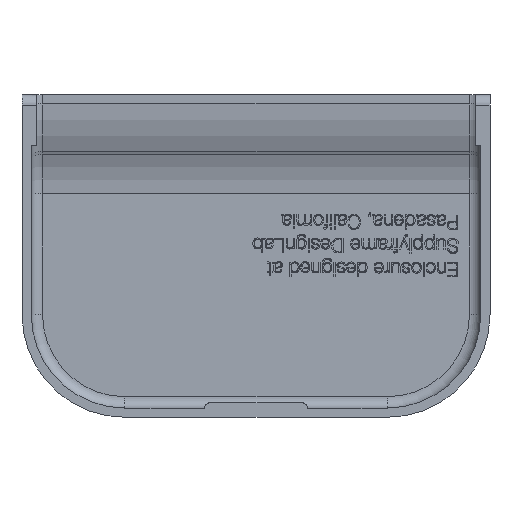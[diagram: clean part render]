
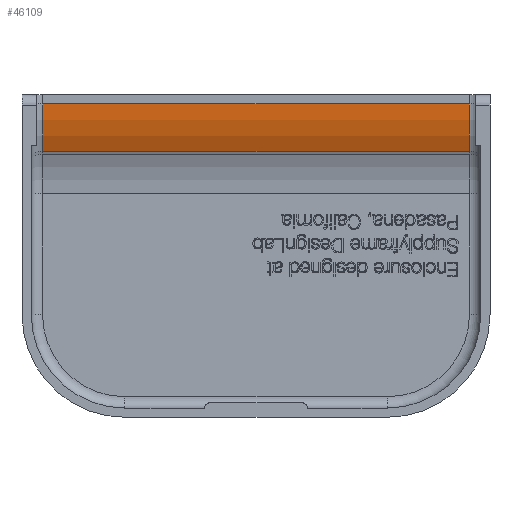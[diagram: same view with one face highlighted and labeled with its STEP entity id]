
A CAD part, front view. The second image highlights one B-rep face of the part: STEP entity #46109.
In plain terms, the highlighted cylindrical face has radius 21.8 mm (diameter 43.6 mm), a partial arc.
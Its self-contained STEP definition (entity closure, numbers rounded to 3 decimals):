
#8530=FACE_OUTER_BOUND('',#11123,.T.);
#11123=EDGE_LOOP('',(#43500,#43501,#43502,#43503));
#14542=LINE('',#95986,#17947);
#14548=LINE('',#96011,#17953);
#17947=VECTOR('',#51706,10.);
#17953=VECTOR('',#51740,10.);
#18004=CIRCLE('',#46866,21.8);
#18005=CIRCLE('',#46867,21.8);
#22666=VERTEX_POINT('',#95983);
#22667=VERTEX_POINT('',#95985);
#22671=VERTEX_POINT('',#96007);
#22672=VERTEX_POINT('',#96009);
#29614=EDGE_CURVE('',#22666,#22667,#14542,.T.);
#29626=EDGE_CURVE('',#22667,#22671,#18004,.F.);
#29627=EDGE_CURVE('',#22672,#22666,#18005,.F.);
#29628=EDGE_CURVE('',#22671,#22672,#14548,.T.);
#43500=ORIENTED_EDGE('',*,*,#29626,.F.);
#43501=ORIENTED_EDGE('',*,*,#29614,.F.);
#43502=ORIENTED_EDGE('',*,*,#29627,.F.);
#43503=ORIENTED_EDGE('',*,*,#29628,.F.);
#43660=CYLINDRICAL_SURFACE('',#46865,21.8);
#46109=ADVANCED_FACE('',(#8530),#43660,.T.);
#46865=AXIS2_PLACEMENT_3D('',#96006,#51734,#51735);
#46866=AXIS2_PLACEMENT_3D('',#96008,#51736,#51737);
#46867=AXIS2_PLACEMENT_3D('',#96010,#51738,#51739);
#51706=DIRECTION('',(-1.,0.,0.));
#51734=DIRECTION('center_axis',(-1.,0.,0.));
#51735=DIRECTION('ref_axis',(0.,-0.976,-0.216));
#51736=DIRECTION('center_axis',(1.,0.,0.));
#51737=DIRECTION('ref_axis',(0.,-0.906,-0.423));
#51738=DIRECTION('center_axis',(-1.,0.,0.));
#51739=DIRECTION('ref_axis',(0.,-1.,0.));
#51740=DIRECTION('',(1.,0.,0.));
#95983=CARTESIAN_POINT('',(41.577,20.242,-78.201));
#95985=CARTESIAN_POINT('',(-41.577,20.242,-78.201));
#95986=CARTESIAN_POINT('',(0.,20.242,-78.201));
#96006=CARTESIAN_POINT('Origin',(0.,40.,-68.988));
#96007=CARTESIAN_POINT('',(-41.577,18.2,-68.988));
#96008=CARTESIAN_POINT('Origin',(-41.577,40.,-68.988));
#96009=CARTESIAN_POINT('',(41.577,18.2,-68.988));
#96010=CARTESIAN_POINT('Origin',(41.577,40.,-68.988));
#96011=CARTESIAN_POINT('',(0.,18.2,-68.988));
